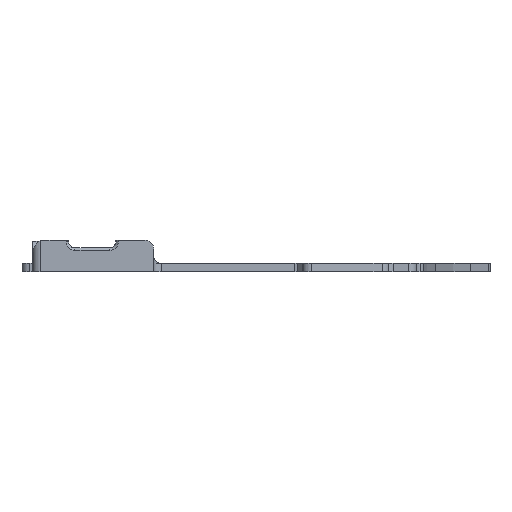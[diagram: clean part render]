
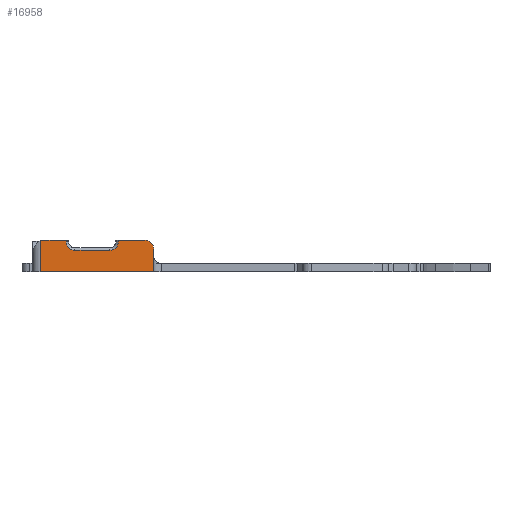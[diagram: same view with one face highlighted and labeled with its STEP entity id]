
A CAD part, left-side view. The second image highlights one B-rep face of the part: STEP entity #16958.
In plain terms, the highlighted planar face has unit normal (-1, 0, 0).
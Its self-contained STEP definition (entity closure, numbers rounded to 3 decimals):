
#1217=PLANE('',#18115);
#1820=FACE_OUTER_BOUND('',#2838,.T.);
#2838=EDGE_LOOP('',(#13750,#13751,#13752,#13753,#13754,#13755,#13756,#13757,
#13758,#13759,#13760,#13761));
#3962=LINE('',#24965,#5647);
#4284=LINE('',#27249,#5969);
#4397=LINE('',#27632,#6082);
#4492=LINE('',#28197,#6177);
#4493=LINE('',#28199,#6178);
#4494=LINE('',#28203,#6179);
#4495=LINE('',#28207,#6180);
#4496=LINE('',#28209,#6181);
#4497=LINE('',#28210,#6182);
#5647=VECTOR('',#19254,1000.);
#5969=VECTOR('',#19688,1000.);
#6082=VECTOR('',#20137,1000.);
#6177=VECTOR('',#20336,1000.);
#6178=VECTOR('',#20337,1000.);
#6179=VECTOR('',#20340,1000.);
#6180=VECTOR('',#20343,1000.);
#6181=VECTOR('',#20344,1000.);
#6182=VECTOR('',#20345,1000.);
#7119=CIRCLE('',#18116,1.8);
#7120=CIRCLE('',#18117,1.7);
#7121=CIRCLE('',#18118,1.7);
#7997=VERTEX_POINT('',#24962);
#7998=VERTEX_POINT('',#24964);
#8647=VERTEX_POINT('',#27247);
#8747=VERTEX_POINT('',#27626);
#8756=VERTEX_POINT('',#28194);
#8757=VERTEX_POINT('',#28196);
#8758=VERTEX_POINT('',#28198);
#8759=VERTEX_POINT('',#28200);
#8760=VERTEX_POINT('',#28202);
#8761=VERTEX_POINT('',#28204);
#8762=VERTEX_POINT('',#28206);
#8763=VERTEX_POINT('',#28208);
#9726=EDGE_CURVE('',#7997,#7998,#3962,.T.);
#10387=EDGE_CURVE('',#8647,#7997,#4284,.T.);
#10579=EDGE_CURVE('',#8747,#7998,#4397,.T.);
#10676=EDGE_CURVE('',#8647,#8756,#7119,.T.);
#10677=EDGE_CURVE('',#8757,#8756,#4492,.T.);
#10678=EDGE_CURVE('',#8758,#8757,#4493,.T.);
#10679=EDGE_CURVE('',#8759,#8758,#7120,.T.);
#10680=EDGE_CURVE('',#8760,#8759,#4494,.T.);
#10681=EDGE_CURVE('',#8761,#8760,#7121,.T.);
#10682=EDGE_CURVE('',#8762,#8761,#4495,.T.);
#10683=EDGE_CURVE('',#8763,#8762,#4496,.T.);
#10684=EDGE_CURVE('',#8763,#8747,#4497,.T.);
#13750=ORIENTED_EDGE('',*,*,#10579,.T.);
#13751=ORIENTED_EDGE('',*,*,#9726,.F.);
#13752=ORIENTED_EDGE('',*,*,#10387,.F.);
#13753=ORIENTED_EDGE('',*,*,#10676,.T.);
#13754=ORIENTED_EDGE('',*,*,#10677,.F.);
#13755=ORIENTED_EDGE('',*,*,#10678,.F.);
#13756=ORIENTED_EDGE('',*,*,#10679,.F.);
#13757=ORIENTED_EDGE('',*,*,#10680,.F.);
#13758=ORIENTED_EDGE('',*,*,#10681,.F.);
#13759=ORIENTED_EDGE('',*,*,#10682,.F.);
#13760=ORIENTED_EDGE('',*,*,#10683,.F.);
#13761=ORIENTED_EDGE('',*,*,#10684,.T.);
#16958=ADVANCED_FACE('',(#1820),#1217,.T.);
#18115=AXIS2_PLACEMENT_3D('',#28193,#20332,#20333);
#18116=AXIS2_PLACEMENT_3D('',#28195,#20334,#20335);
#18117=AXIS2_PLACEMENT_3D('',#28201,#20338,#20339);
#18118=AXIS2_PLACEMENT_3D('',#28205,#20341,#20342);
#19254=DIRECTION('',(0.,1.,0.));
#19688=DIRECTION('',(0.,0.,-1.));
#20137=DIRECTION('',(0.,0.,-1.));
#20332=DIRECTION('center_axis',(-1.,0.,0.));
#20333=DIRECTION('ref_axis',(0.,0.,1.));
#20334=DIRECTION('center_axis',(-1.,0.,0.));
#20335=DIRECTION('ref_axis',(0.,-1.,0.));
#20336=DIRECTION('',(0.,-1.,0.));
#20337=DIRECTION('',(0.,0.,1.));
#20338=DIRECTION('center_axis',(-1.,0.,0.));
#20339=DIRECTION('ref_axis',(0.,0.,-1.));
#20340=DIRECTION('',(0.,-1.,0.));
#20341=DIRECTION('center_axis',(-1.,0.,0.));
#20342=DIRECTION('ref_axis',(0.,1.,0.));
#20343=DIRECTION('',(0.,0.,-1.));
#20344=DIRECTION('',(0.,-1.,0.));
#20345=DIRECTION('',(0.,0.826,-0.563));
#24962=CARTESIAN_POINT('',(28.638,-71.9,-2.2));
#24964=CARTESIAN_POINT('',(28.638,-49.155,-2.2));
#24965=CARTESIAN_POINT('',(28.638,-71.9,-2.2));
#27247=CARTESIAN_POINT('',(28.638,-71.9,2.395));
#27249=CARTESIAN_POINT('',(28.638,-71.9,-2.));
#27626=CARTESIAN_POINT('',(28.638,-49.155,4.117));
#27632=CARTESIAN_POINT('',(28.638,-49.155,-2.));
#28193=CARTESIAN_POINT('Origin',(28.638,-71.9,-2.));
#28194=CARTESIAN_POINT('',(28.638,-70.1,4.195));
#28195=CARTESIAN_POINT('Origin',(28.638,-70.1,2.395));
#28196=CARTESIAN_POINT('',(28.638,-64.8,4.195));
#28197=CARTESIAN_POINT('',(28.638,-49.155,4.195));
#28198=CARTESIAN_POINT('',(28.638,-64.8,3.81));
#28199=CARTESIAN_POINT('',(28.638,-64.8,2.24));
#28200=CARTESIAN_POINT('',(28.638,-63.1,2.11));
#28201=CARTESIAN_POINT('Origin',(28.638,-63.1,3.81));
#28202=CARTESIAN_POINT('',(28.638,-56.1,2.11));
#28203=CARTESIAN_POINT('',(28.638,-55.378,2.11));
#28204=CARTESIAN_POINT('',(28.638,-54.4,3.81));
#28205=CARTESIAN_POINT('Origin',(28.638,-56.1,3.81));
#28206=CARTESIAN_POINT('',(28.638,-54.4,4.195));
#28207=CARTESIAN_POINT('',(28.638,-54.4,1.655));
#28208=CARTESIAN_POINT('',(28.638,-49.269,4.195));
#28209=CARTESIAN_POINT('',(28.638,-49.155,4.195));
#28210=CARTESIAN_POINT('',(28.638,-47.969,3.309));
